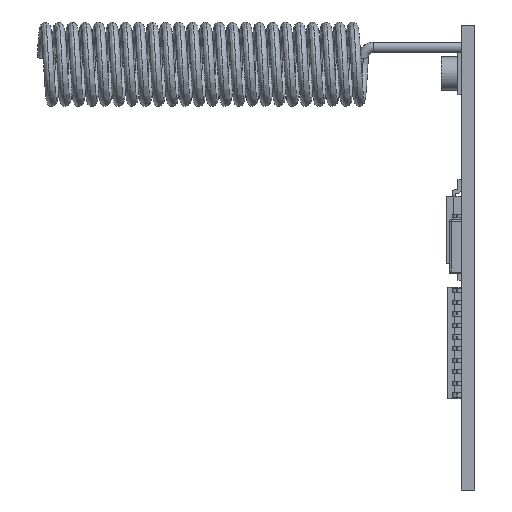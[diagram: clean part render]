
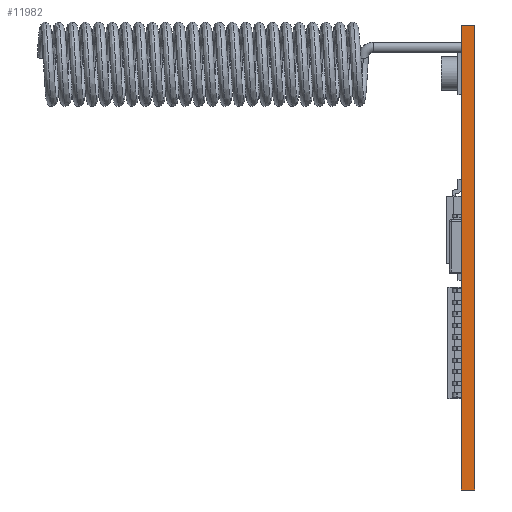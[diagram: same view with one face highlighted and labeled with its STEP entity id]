
A CAD part, left-side view. The second image highlights one B-rep face of the part: STEP entity #11982.
In plain terms, the highlighted planar face has unit normal (-1, 0, 0).
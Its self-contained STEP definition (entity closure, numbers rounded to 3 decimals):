
#258 = VERTEX_POINT ( 'NONE', #2475 ) ;
#382 = ORIENTED_EDGE ( 'NONE', *, *, #25002, .T. ) ;
#1238 = VERTEX_POINT ( 'NONE', #5913 ) ;
#1387 = DIRECTION ( 'NONE',  ( 0., 0., 1. ) ) ;
#2475 = CARTESIAN_POINT ( 'NONE',  ( -6.65, 0.8, 13.75 ) ) ;
#2542 = DIRECTION ( 'NONE',  ( 0., -1., 0. ) ) ;
#3878 = CARTESIAN_POINT ( 'NONE',  ( -6.65, 0., -13.75 ) ) ;
#4756 = EDGE_CURVE ( 'NONE', #19025, #1238, #12879, .T. ) ;
#5190 = ORIENTED_EDGE ( 'NONE', *, *, #12364, .F. ) ;
#5575 = CARTESIAN_POINT ( 'NONE',  ( -6.65, 0., -13.75 ) ) ;
#5597 = CARTESIAN_POINT ( 'NONE',  ( -6.65, 0.8, -13.75 ) ) ;
#5913 = CARTESIAN_POINT ( 'NONE',  ( -6.65, 0., 13.75 ) ) ;
#6137 = DIRECTION ( 'NONE',  ( 0., 0., 1. ) ) ;
#10134 = CARTESIAN_POINT ( 'NONE',  ( -6.65, 0.8, -13.75 ) ) ;
#10569 = DIRECTION ( 'NONE',  ( 0., 0., -1. ) ) ;
#11584 = ORIENTED_EDGE ( 'NONE', *, *, #4756, .T. ) ;
#11907 = CARTESIAN_POINT ( 'NONE',  ( -6.65, 0.8, -13.75 ) ) ;
#11982 = ADVANCED_FACE ( 'NONE', ( #25401 ), #16665, .F. ) ;
#12270 = CARTESIAN_POINT ( 'NONE',  ( -6.65, 0.8, 13.75 ) ) ;
#12364 = EDGE_CURVE ( 'NONE', #20123, #258, #21797, .T. ) ;
#12655 = DIRECTION ( 'NONE',  ( 1., 0., 0. ) ) ;
#12879 = LINE ( 'NONE', #5575, #21655 ) ;
#14820 = CARTESIAN_POINT ( 'NONE',  ( -6.65, 0.8, -13.75 ) ) ;
#16218 = DIRECTION ( 'NONE',  ( 0., -1., 0. ) ) ;
#16665 = PLANE ( 'NONE',  #19704 ) ;
#16962 = VECTOR ( 'NONE', #6137, 1000. ) ;
#17885 = EDGE_CURVE ( 'NONE', #258, #1238, #23002, .T. ) ;
#18048 = EDGE_LOOP ( 'NONE', ( #11584, #19700, #5190, #382 ) ) ;
#19025 = VERTEX_POINT ( 'NONE', #3878 ) ;
#19700 = ORIENTED_EDGE ( 'NONE', *, *, #17885, .F. ) ;
#19704 = AXIS2_PLACEMENT_3D ( 'NONE', #14820, #12655, #10569 ) ;
#20123 = VERTEX_POINT ( 'NONE', #11907 ) ;
#21655 = VECTOR ( 'NONE', #1387, 1000. ) ;
#21797 = LINE ( 'NONE', #10134, #16962 ) ;
#23002 = LINE ( 'NONE', #12270, #23640 ) ;
#23560 = LINE ( 'NONE', #5597, #25171 ) ;
#23640 = VECTOR ( 'NONE', #2542, 1000. ) ;
#25002 = EDGE_CURVE ( 'NONE', #20123, #19025, #23560, .T. ) ;
#25171 = VECTOR ( 'NONE', #16218, 1000. ) ;
#25401 = FACE_OUTER_BOUND ( 'NONE', #18048, .T. ) ;
